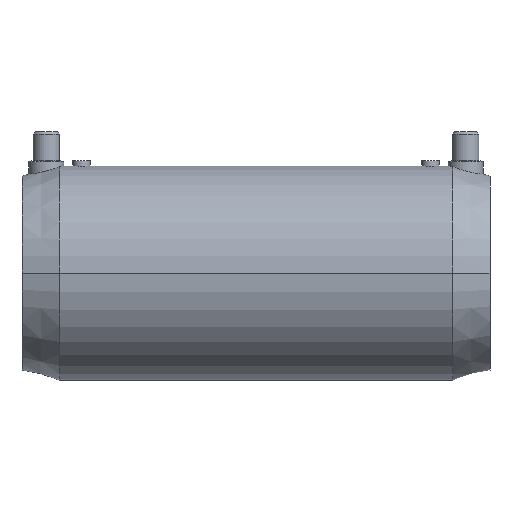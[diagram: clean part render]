
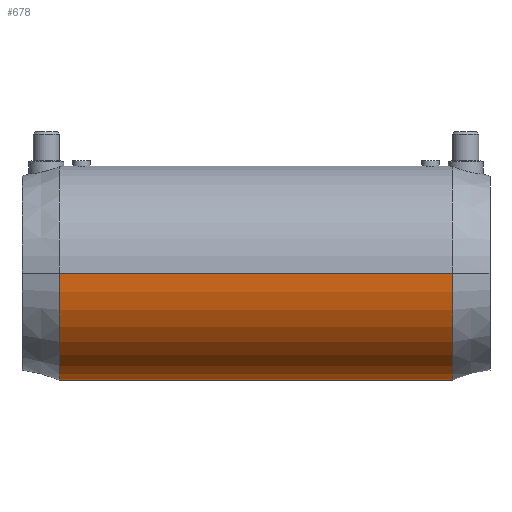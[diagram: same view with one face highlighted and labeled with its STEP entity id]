
A CAD part, front view. The second image highlights one B-rep face of the part: STEP entity #678.
In plain terms, the highlighted cylindrical face has radius 48.5 mm (diameter 97 mm), a partial arc.
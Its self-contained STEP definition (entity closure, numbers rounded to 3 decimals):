
#372 = EDGE_CURVE( '', #788, #450, #964, .T. );
#410 = EDGE_CURVE( '', #816, #788, #1005, .T. );
#450 = VERTEX_POINT( '', #1047 );
#470 = VERTEX_POINT( '', #1069 );
#472 = VERTEX_POINT( '', #1071 );
#536 = EDGE_CURVE( '', #472, #864, #1141, .T. );
#544 = EDGE_CURVE( '', #638, #470, #1149, .T. );
#554 = EDGE_CURVE( '', #472, #816, #1161, .T. );
#638 = VERTEX_POINT( '', #1256 );
#678 = ADVANCED_FACE( '', ( #1299 ), #1300, .T. );
#780 = EDGE_CURVE( '', #638, #450, #1420, .T. );
#788 = VERTEX_POINT( '', #1428 );
#804 = EDGE_CURVE( '', #864, #470, #1447, .T. );
#816 = VERTEX_POINT( '', #1459 );
#864 = VERTEX_POINT( '', #1516 );
#964 = LINE( '', #1737, #1738 );
#1005 = CIRCLE( '', #1812, 48.5 );
#1047 = CARTESIAN_POINT( '', ( 195.096, -48.5, 0. ) );
#1069 = CARTESIAN_POINT( '', ( 147.71, 48.5, 0. ) );
#1071 = CARTESIAN_POINT( '', ( 64.29, 48.5, 0. ) );
#1141 = B_SPLINE_CURVE_WITH_KNOTS( '', 3, ( #2134, #2135, #2136, #2137, #2138, #2139, #2140, #2141, #2142, #2143, #2144, #2145, #2146, #2147, #2148, #2149, #2150, #2151, #2152, #2153, #2154, #2155, #2156, #2157, #2158, #2159, #2160, #2161, #2162, #2163, #2164, #2165, #2166, #2167 ), .UNSPECIFIED., .F., .F., ( 4, 2, 2, 2, 2, 2, 2, 2, 2, 2, 2, 2, 2, 2, 2, 2, 4 ), ( 206.307, 210.493, 214.68, 218.866, 223.052, 227.239, 231.425, 235.611, 239.798, 244.207, 248.617, 253.027, 257.437, 261.847, 266.257, 270.666, 275.076 ), .UNSPECIFIED. );
#1149 = LINE( '', #2178, #2179 );
#1161 = LINE( '', #2193, #2194 );
#1256 = CARTESIAN_POINT( '', ( 195.096, 48.5, 0. ) );
#1299 = FACE_OUTER_BOUND( '', #2492, .T. );
#1300 = CYLINDRICAL_SURFACE( '', #2493, 48.5 );
#1420 = CIRCLE( '', #2837, 48.5 );
#1428 = CARTESIAN_POINT( '', ( 16.904, -48.5, 0. ) );
#1447 = B_SPLINE_CURVE_WITH_KNOTS( '', 3, ( #2888, #2889, #2890, #2891, #2892, #2893, #2894, #2895, #2896, #2897, #2898, #2899, #2900, #2901, #2902, #2903, #2904, #2905, #2906, #2907, #2908, #2909, #2910, #2911, #2912, #2913, #2914, #2915, #2916, #2917, #2918, #2919, #2920, #2921 ), .UNSPECIFIED., .F., .F., ( 4, 2, 2, 2, 2, 2, 2, 2, 2, 2, 2, 2, 2, 2, 2, 2, 4 ), ( 0., 4.41, 8.82, 13.23, 17.639, 22.049, 26.459, 30.869, 35.279, 39.465, 43.651, 47.838, 52.024, 56.21, 60.396, 64.583, 68.769 ), .UNSPECIFIED. );
#1459 = CARTESIAN_POINT( '', ( 16.904, 48.5, 0. ) );
#1516 = CARTESIAN_POINT( '', ( 106., 24.749, -41.71 ) );
#1737 = CARTESIAN_POINT( '', ( 106., -48.5, 0. ) );
#1738 = VECTOR( '', #3126, 1. );
#1812 = AXIS2_PLACEMENT_3D( '', #3168, #3169, #3170 );
#2134 = CARTESIAN_POINT( '', ( 64.29, 48.5, 0. ) );
#2135 = CARTESIAN_POINT( '', ( 64.29, 48.5, -1.395 ) );
#2136 = CARTESIAN_POINT( '', ( 64.36, 48.439, -2.802 ) );
#2137 = CARTESIAN_POINT( '', ( 64.645, 48.195, -5.611 ) );
#2138 = CARTESIAN_POINT( '', ( 64.86, 48.011, -7.014 ) );
#2139 = CARTESIAN_POINT( '', ( 65.43, 47.523, -9.786 ) );
#2140 = CARTESIAN_POINT( '', ( 65.785, 47.22, -11.157 ) );
#2141 = CARTESIAN_POINT( '', ( 66.629, 46.503, -13.843 ) );
#2142 = CARTESIAN_POINT( '', ( 67.117, 46.09, -15.158 ) );
#2143 = CARTESIAN_POINT( '', ( 68.212, 45.171, -17.712 ) );
#2144 = CARTESIAN_POINT( '', ( 68.819, 44.663, -18.952 ) );
#2145 = CARTESIAN_POINT( '', ( 70.137, 43.572, -21.341 ) );
#2146 = CARTESIAN_POINT( '', ( 70.847, 42.989, -22.489 ) );
#2147 = CARTESIAN_POINT( '', ( 72.35, 41.769, -24.682 ) );
#2148 = CARTESIAN_POINT( '', ( 73.143, 41.132, -25.725 ) );
#2149 = CARTESIAN_POINT( '', ( 74.787, 39.831, -27.697 ) );
#2150 = CARTESIAN_POINT( '', ( 75.639, 39.166, -28.626 ) );
#2151 = CARTESIAN_POINT( '', ( 77.421, 37.802, -30.407 ) );
#2152 = CARTESIAN_POINT( '', ( 78.387, 37.074, -31.289 ) );
#2153 = CARTESIAN_POINT( '', ( 80.416, 35.589, -32.968 ) );
#2154 = CARTESIAN_POINT( '', ( 81.477, 34.832, -33.766 ) );
#2155 = CARTESIAN_POINT( '', ( 83.683, 33.316, -35.262 ) );
#2156 = CARTESIAN_POINT( '', ( 84.827, 32.557, -35.961 ) );
#2157 = CARTESIAN_POINT( '', ( 87.187, 31.075, -37.25 ) );
#2158 = CARTESIAN_POINT( '', ( 88.402, 30.35, -37.84 ) );
#2159 = CARTESIAN_POINT( '', ( 90.897, 28.975, -38.903 ) );
#2160 = CARTESIAN_POINT( '', ( 92.175, 28.325, -39.376 ) );
#2161 = CARTESIAN_POINT( '', ( 94.79, 27.144, -40.199 ) );
#2162 = CARTESIAN_POINT( '', ( 96.127, 26.615, -40.549 ) );
#2163 = CARTESIAN_POINT( '', ( 98.855, 25.728, -41.117 ) );
#2164 = CARTESIAN_POINT( '', ( 100.247, 25.371, -41.336 ) );
#2165 = CARTESIAN_POINT( '', ( 103.085, 24.881, -41.632 ) );
#2166 = CARTESIAN_POINT( '', ( 104.53, 24.749, -41.71 ) );
#2167 = CARTESIAN_POINT( '', ( 106., 24.749, -41.71 ) );
#2178 = CARTESIAN_POINT( '', ( 106., 48.5, 0. ) );
#2179 = VECTOR( '', #3306, 1. );
#2193 = CARTESIAN_POINT( '', ( 106., 48.5, 0. ) );
#2194 = VECTOR( '', #3324, 1. );
#2492 = EDGE_LOOP( '', ( #3482, #3483, #3484, #3485, #3486, #3487, #3488 ) );
#2493 = AXIS2_PLACEMENT_3D( '', #3489, #3490, #3491 );
#2837 = AXIS2_PLACEMENT_3D( '', #3643, #3644, #3645 );
#2888 = CARTESIAN_POINT( '', ( 106., 24.749, -41.71 ) );
#2889 = CARTESIAN_POINT( '', ( 107.47, 24.749, -41.71 ) );
#2890 = CARTESIAN_POINT( '', ( 108.915, 24.881, -41.632 ) );
#2891 = CARTESIAN_POINT( '', ( 111.753, 25.371, -41.336 ) );
#2892 = CARTESIAN_POINT( '', ( 113.145, 25.728, -41.117 ) );
#2893 = CARTESIAN_POINT( '', ( 115.873, 26.615, -40.549 ) );
#2894 = CARTESIAN_POINT( '', ( 117.21, 27.144, -40.199 ) );
#2895 = CARTESIAN_POINT( '', ( 119.825, 28.325, -39.376 ) );
#2896 = CARTESIAN_POINT( '', ( 121.103, 28.975, -38.903 ) );
#2897 = CARTESIAN_POINT( '', ( 123.598, 30.35, -37.84 ) );
#2898 = CARTESIAN_POINT( '', ( 124.813, 31.075, -37.25 ) );
#2899 = CARTESIAN_POINT( '', ( 127.173, 32.557, -35.961 ) );
#2900 = CARTESIAN_POINT( '', ( 128.317, 33.316, -35.262 ) );
#2901 = CARTESIAN_POINT( '', ( 130.523, 34.832, -33.766 ) );
#2902 = CARTESIAN_POINT( '', ( 131.584, 35.589, -32.968 ) );
#2903 = CARTESIAN_POINT( '', ( 133.613, 37.074, -31.289 ) );
#2904 = CARTESIAN_POINT( '', ( 134.579, 37.802, -30.407 ) );
#2905 = CARTESIAN_POINT( '', ( 136.361, 39.166, -28.626 ) );
#2906 = CARTESIAN_POINT( '', ( 137.213, 39.831, -27.697 ) );
#2907 = CARTESIAN_POINT( '', ( 138.857, 41.132, -25.725 ) );
#2908 = CARTESIAN_POINT( '', ( 139.65, 41.769, -24.682 ) );
#2909 = CARTESIAN_POINT( '', ( 141.153, 42.989, -22.489 ) );
#2910 = CARTESIAN_POINT( '', ( 141.863, 43.572, -21.341 ) );
#2911 = CARTESIAN_POINT( '', ( 143.181, 44.663, -18.952 ) );
#2912 = CARTESIAN_POINT( '', ( 143.788, 45.171, -17.712 ) );
#2913 = CARTESIAN_POINT( '', ( 144.883, 46.09, -15.158 ) );
#2914 = CARTESIAN_POINT( '', ( 145.371, 46.503, -13.843 ) );
#2915 = CARTESIAN_POINT( '', ( 146.215, 47.22, -11.157 ) );
#2916 = CARTESIAN_POINT( '', ( 146.57, 47.523, -9.786 ) );
#2917 = CARTESIAN_POINT( '', ( 147.14, 48.011, -7.014 ) );
#2918 = CARTESIAN_POINT( '', ( 147.355, 48.195, -5.611 ) );
#2919 = CARTESIAN_POINT( '', ( 147.64, 48.439, -2.802 ) );
#2920 = CARTESIAN_POINT( '', ( 147.71, 48.5, -1.395 ) );
#2921 = CARTESIAN_POINT( '', ( 147.71, 48.5, 0. ) );
#3126 = DIRECTION( '', ( 1., 0., 0. ) );
#3168 = CARTESIAN_POINT( '', ( 16.904, 0., 0. ) );
#3169 = DIRECTION( '', ( -1., 0., 0. ) );
#3170 = DIRECTION( '', ( 0., 1., 0. ) );
#3306 = DIRECTION( '', ( -1., 0., 0. ) );
#3324 = DIRECTION( '', ( -1., 0., 0. ) );
#3482 = ORIENTED_EDGE( '', *, *, #544, .F. );
#3483 = ORIENTED_EDGE( '', *, *, #780, .T. );
#3484 = ORIENTED_EDGE( '', *, *, #372, .F. );
#3485 = ORIENTED_EDGE( '', *, *, #410, .F. );
#3486 = ORIENTED_EDGE( '', *, *, #554, .F. );
#3487 = ORIENTED_EDGE( '', *, *, #536, .T. );
#3488 = ORIENTED_EDGE( '', *, *, #804, .T. );
#3489 = CARTESIAN_POINT( '', ( 106., 0., 0. ) );
#3490 = DIRECTION( '', ( 1., 0., 0. ) );
#3491 = DIRECTION( '', ( 0., 1., 0. ) );
#3643 = CARTESIAN_POINT( '', ( 195.096, 0., 0. ) );
#3644 = DIRECTION( '', ( -1., 0., 0. ) );
#3645 = DIRECTION( '', ( 0., 1., 0. ) );
